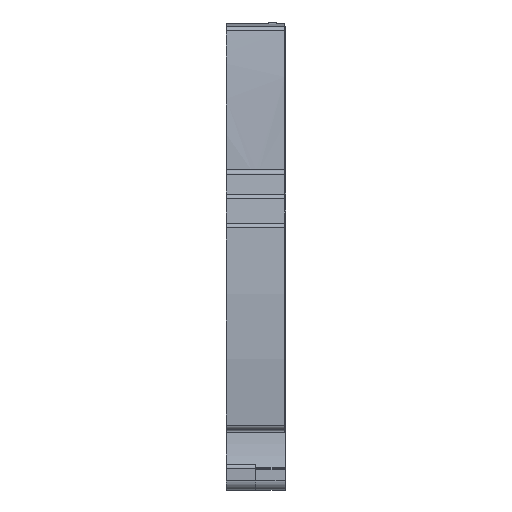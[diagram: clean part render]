
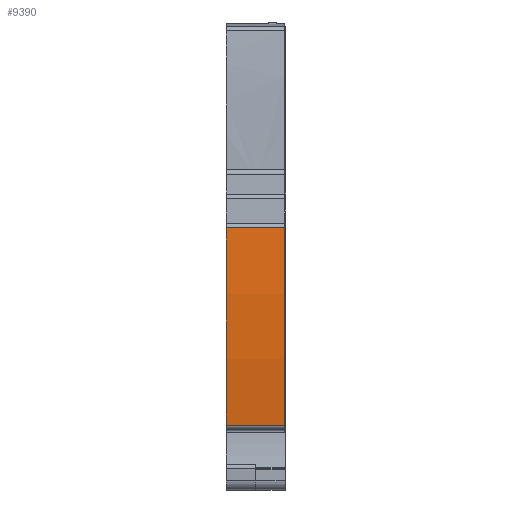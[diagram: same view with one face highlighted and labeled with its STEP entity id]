
A CAD part, front view. The second image highlights one B-rep face of the part: STEP entity #9390.
In plain terms, the highlighted cylindrical face has radius 202 mm (diameter 404 mm), a partial arc.
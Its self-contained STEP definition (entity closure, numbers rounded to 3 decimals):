
#1556=AXIS2_PLACEMENT_3D('Circle Axis2P3D',#1554,#1555,$) ;
#5249=AXIS2_PLACEMENT_3D('Circle Axis2P3D',#5247,#5248,$) ;
#9377=AXIS2_PLACEMENT_3D('Cylinder Axis2P3D',#9374,#9375,#9376) ;
#1551=CARTESIAN_POINT('Vertex',(12.05,0.609,53.828)) ;
#1554=CARTESIAN_POINT('Axis2P3D Location',(12.05,202.,38.15)) ;
#1558=CARTESIAN_POINT('Vertex',(12.05,1.531,13.327)) ;
#5244=CARTESIAN_POINT('Vertex',(0.,1.531,13.327)) ;
#5247=CARTESIAN_POINT('Axis2P3D Location',(0.,202.,38.15)) ;
#5251=CARTESIAN_POINT('Vertex',(0.,0.609,53.828)) ;
#9361=CARTESIAN_POINT('Line Origine',(1.94,0.609,53.828)) ;
#9374=CARTESIAN_POINT('Axis2P3D Location',(2.55,202.,38.15)) ;
#9379=CARTESIAN_POINT('Line Origine',(2.55,1.531,13.327)) ;
#1555=DIRECTION('Axis2P3D Direction',(1.,0.,0.)) ;
#5248=DIRECTION('Axis2P3D Direction',(1.,0.,0.)) ;
#9362=DIRECTION('Vector Direction',(1.,0.,0.)) ;
#9375=DIRECTION('Axis2P3D Direction',(1.,0.,0.)) ;
#9376=DIRECTION('Axis2P3D XDirection',(0.,-0.997,0.082)) ;
#9380=DIRECTION('Vector Direction',(1.,0.,0.)) ;
#9363=VECTOR('Line Direction',#9362,1.) ;
#9381=VECTOR('Line Direction',#9380,1.) ;
#9385=ORIENTED_EDGE('',*,*,#5253,.T.) ;
#9386=ORIENTED_EDGE('',*,*,#9383,.F.) ;
#9387=ORIENTED_EDGE('',*,*,#1560,.F.) ;
#9388=ORIENTED_EDGE('',*,*,#9365,.T.) ;
#9390=ADVANCED_FACE('KLEMME',(#9389),#9378,.T.) ;
#1557=CIRCLE('generated circle',#1556,202.) ;
#5250=CIRCLE('generated circle',#5249,202.) ;
#9378=CYLINDRICAL_SURFACE('generated cylinder',#9377,202.) ;
#1560=EDGE_CURVE('',#1552,#1559,#1557,.T.) ;
#5253=EDGE_CURVE('',#5252,#5245,#5250,.T.) ;
#9365=EDGE_CURVE('',#1552,#5252,#9364,.F.) ;
#9383=EDGE_CURVE('',#1559,#5245,#9382,.F.) ;
#9384=EDGE_LOOP('',(#9385,#9386,#9387,#9388)) ;
#9389=FACE_OUTER_BOUND('',#9384,.T.) ;
#9364=LINE('Line',#9361,#9363) ;
#9382=LINE('Line',#9379,#9381) ;
#1552=VERTEX_POINT('',#1551) ;
#1559=VERTEX_POINT('',#1558) ;
#5245=VERTEX_POINT('',#5244) ;
#5252=VERTEX_POINT('',#5251) ;
